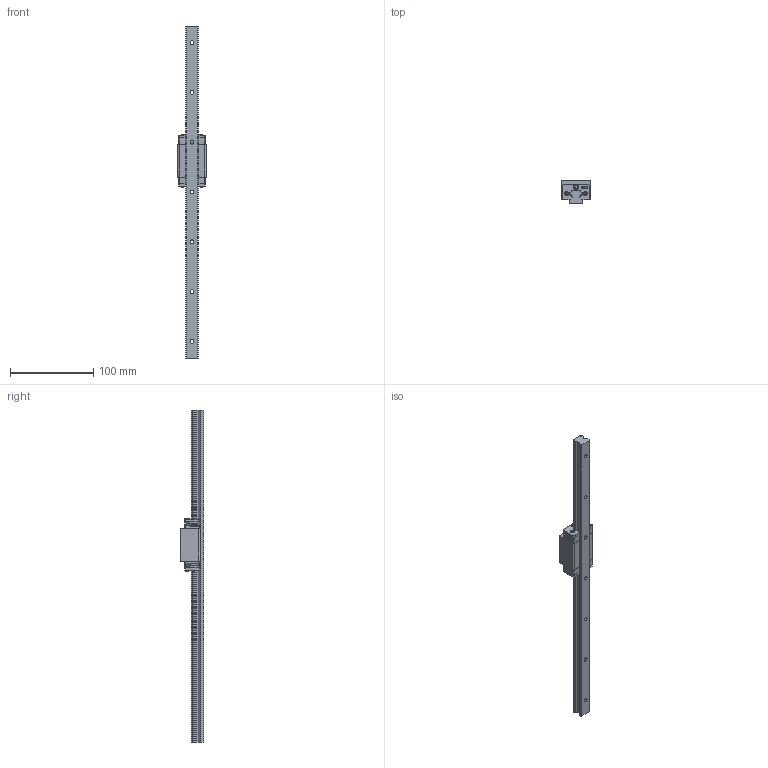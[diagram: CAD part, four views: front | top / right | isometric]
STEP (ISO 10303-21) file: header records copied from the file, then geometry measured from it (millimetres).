
FILE_DESCRIPTION (( 'STEP AP214' ), '1' );
FILE_NAME ('HGRH15.STEP', '2019-04-28T23:09:27', ( '' ), ( '' ), 'SwSTEP 2.0', 'SolidWorks 2019', '' );
FILE_SCHEMA (( 'AUTOMOTIVE_DESIGN' ));
Length unit declared in the file: millimetre
Products named in the file (6): HGR15_400 洵; HGRH15; HGW15CC3; HGH15CC1; HGH15CC; HGW15CC2
Assembly tree (7 placements, depth 3):
  HGRH15
    HGR15_400 洵
    HGH15CC
      HGH15CC1
      HGW15CC2  x2
      HGW15CC3  x2
Bounding box: 34.2 x 28 x 400 mm (x, y, z)
Volume: 110465.5 mm3; surface area: 40328.6 mm2
Topology: 6 solids, 6 shells, 788 faces, 2071 edges, 1360 vertices
Faces by surface type: plane 531, bspline 129, cylinder 86, cone 30, torus 12
Entity records: 24984 total; most frequent: CARTESIAN_POINT 9494, ORIENTED_EDGE 2842, DIRECTION 2301, EDGE_CURVE 1421, LINE 1023, VECTOR 1023, VERTEX_POINT 932, AXIS2_PLACEMENT_3D 639
